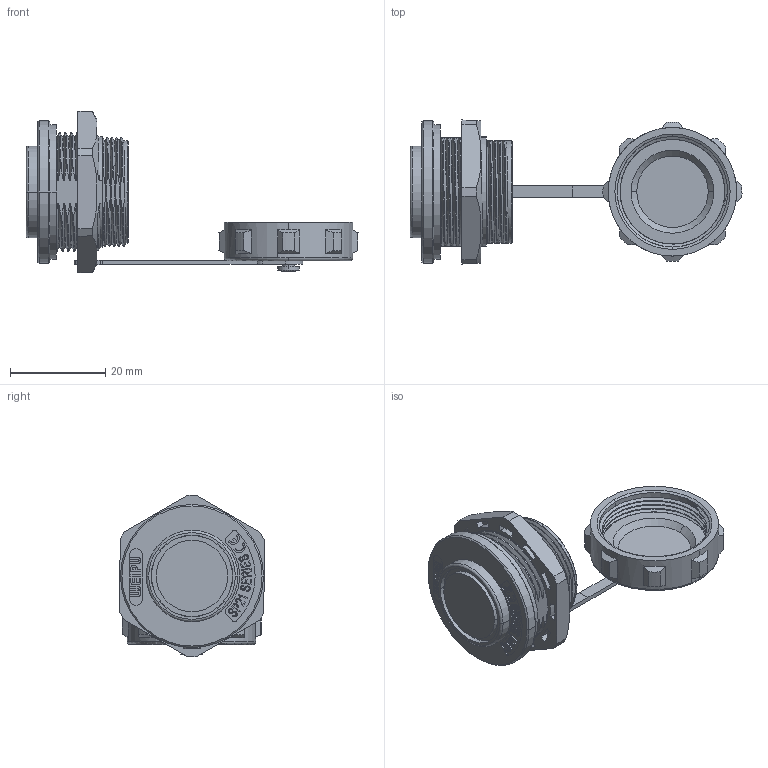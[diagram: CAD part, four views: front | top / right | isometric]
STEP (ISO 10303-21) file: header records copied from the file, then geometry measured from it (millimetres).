
FILE_DESCRIPTION((''),'2;1');
FILE_NAME('SP21_ASM','2021-05-25T',('Administrator'),(''),'CREO PARAMETRIC BY PTC INC, 2016130','CREO PARAMETRIC BY PTC INC, 2016130','');
FILE_SCHEMA(('CONFIG_CONTROL_DESIGN'));
Length unit declared in the file: millimetre
Products named in the file (1): SP21_ASM
Bounding box: 69.69 x 30.28 x 33.88 mm (x, y, z)
Volume: 10309.4 mm3; surface area: 9909.7 mm2
Topology: 1 solids, 1 shells, 780 faces, 2156 edges, 1427 vertices
Faces by surface type: plane 341, extrusion 161, cylinder 147, bspline 85, cone 42, torus 4
Entity records: 34085 total; most frequent: CARTESIAN_POINT 15508, ORIENTED_EDGE 4308, DIRECTION 2943, EDGE_CURVE 2154, VERTEX_POINT 1427, VECTOR 1317, LINE 1156, B_SPLINE_CURVE_WITH_KNOTS 880
